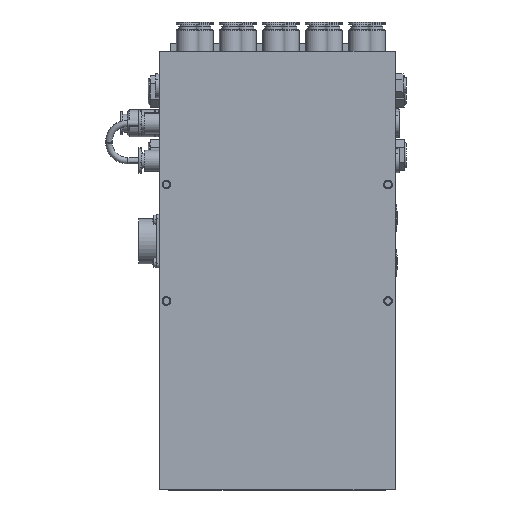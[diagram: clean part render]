
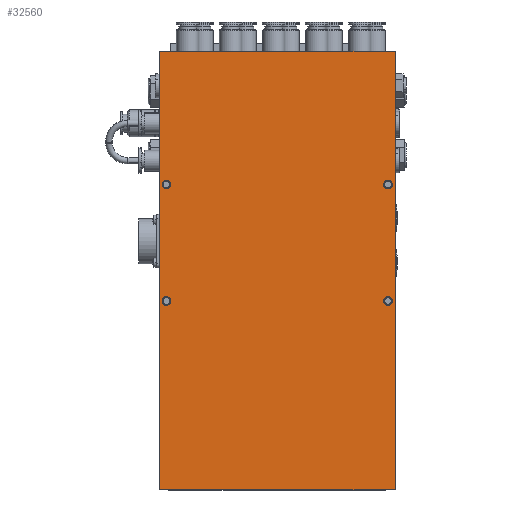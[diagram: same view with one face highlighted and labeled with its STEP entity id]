
A CAD part, top view. The second image highlights one B-rep face of the part: STEP entity #32560.
In plain terms, the highlighted planar face has unit normal (0, 0, 1).
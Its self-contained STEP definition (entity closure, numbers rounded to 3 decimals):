
#1316 = VERTEX_POINT ( 'NONE', #74132 ) ;
#1512 = FACE_OUTER_BOUND ( 'NONE', #7765, .T. ) ;
#1815 = CIRCLE ( 'NONE', #76428, 2.75 ) ;
#2471 = CARTESIAN_POINT ( 'NONE',  ( 69.5, 54., 49. ) ) ;
#2497 = CARTESIAN_POINT ( 'NONE',  ( -74., -137.5, 49. ) ) ;
#3308 = EDGE_LOOP ( 'NONE', ( #54256, #82527 ) ) ;
#3974 = FACE_BOUND ( 'NONE', #3308, .T. ) ;
#6702 = VERTEX_POINT ( 'NONE', #20900 ) ;
#7477 = ORIENTED_EDGE ( 'NONE', *, *, #70677, .F. ) ;
#7765 = EDGE_LOOP ( 'NONE', ( #73554, #101219, #86066, #73633 ) ) ;
#9669 = CARTESIAN_POINT ( 'NONE',  ( -69.5, 54., 49. ) ) ;
#10441 = EDGE_CURVE ( 'NONE', #73750, #85548, #18432, .T. ) ;
#10517 = DIRECTION ( 'NONE',  ( 1., 0., 0. ) ) ;
#10702 = CARTESIAN_POINT ( 'NONE',  ( 66.75, 54., 49. ) ) ;
#10903 = EDGE_LOOP ( 'NONE', ( #79694, #7477 ) ) ;
#11245 = CARTESIAN_POINT ( 'NONE',  ( 69.5, -19., 49. ) ) ;
#15869 = DIRECTION ( 'NONE',  ( 0., -1., 0. ) ) ;
#17652 = DIRECTION ( 'NONE',  ( 1., 0., 0. ) ) ;
#17663 = CARTESIAN_POINT ( 'NONE',  ( -74., 137.5, 49. ) ) ;
#17946 = CARTESIAN_POINT ( 'NONE',  ( -69.5, 54., 49. ) ) ;
#18432 = LINE ( 'NONE', #49149, #100487 ) ;
#19244 = DIRECTION ( 'NONE',  ( 1., 0., 0. ) ) ;
#20491 = EDGE_CURVE ( 'NONE', #40294, #73750, #97818, .T. ) ;
#20900 = CARTESIAN_POINT ( 'NONE',  ( 66.75, -19., 49. ) ) ;
#21587 = DIRECTION ( 'NONE',  ( -1., 0., 0. ) ) ;
#22174 = VECTOR ( 'NONE', #15869, 1000. ) ;
#22212 = EDGE_LOOP ( 'NONE', ( #93598, #54073 ) ) ;
#22395 = CARTESIAN_POINT ( 'NONE',  ( 72.25, 54., 49. ) ) ;
#22707 = FACE_BOUND ( 'NONE', #53151, .T. ) ;
#22812 = EDGE_CURVE ( 'NONE', #1316, #100217, #54487, .T. ) ;
#22869 = PLANE ( 'NONE',  #100628 ) ;
#23556 = AXIS2_PLACEMENT_3D ( 'NONE', #91404, #43727, #99343 ) ;
#24770 = CARTESIAN_POINT ( 'NONE',  ( 69.5, 54., 49. ) ) ;
#25153 = DIRECTION ( 'NONE',  ( 0., 0., -1. ) ) ;
#25936 = DIRECTION ( 'NONE',  ( 1., 0., 0. ) ) ;
#27295 = ORIENTED_EDGE ( 'NONE', *, *, #81075, .T. ) ;
#28031 = ORIENTED_EDGE ( 'NONE', *, *, #22812, .T. ) ;
#28770 = CIRCLE ( 'NONE', #88788, 2.75 ) ;
#30587 = VERTEX_POINT ( 'NONE', #82205 ) ;
#30830 = DIRECTION ( 'NONE',  ( 0., 0., 1. ) ) ;
#32560 = ADVANCED_FACE ( 'NONE', ( #22707, #3974, #64875, #1512, #83571 ), #22869, .T. ) ;
#32745 = DIRECTION ( 'NONE',  ( 1., 0., 0. ) ) ;
#33120 = EDGE_CURVE ( 'NONE', #85548, #53999, #53623, .T. ) ;
#34677 = CIRCLE ( 'NONE', #78417, 2.75 ) ;
#39032 = AXIS2_PLACEMENT_3D ( 'NONE', #24770, #80313, #32745 ) ;
#40294 = VERTEX_POINT ( 'NONE', #61067 ) ;
#41164 = DIRECTION ( 'NONE',  ( 0., 1., 0. ) ) ;
#41659 = CARTESIAN_POINT ( 'NONE',  ( -72.25, 54., 49. ) ) ;
#43727 = DIRECTION ( 'NONE',  ( 0., 0., -1. ) ) ;
#45419 = EDGE_CURVE ( 'NONE', #59299, #30587, #87369, .T. ) ;
#45744 = LINE ( 'NONE', #55489, #22174 ) ;
#46845 = CARTESIAN_POINT ( 'NONE',  ( 69.5, -19., 49. ) ) ;
#48633 = VECTOR ( 'NONE', #21587, 1000. ) ;
#49141 = EDGE_CURVE ( 'NONE', #53999, #40294, #45744, .T. ) ;
#49149 = CARTESIAN_POINT ( 'NONE',  ( 74., 137.5, 49. ) ) ;
#53151 = EDGE_LOOP ( 'NONE', ( #28031, #27295 ) ) ;
#53623 = LINE ( 'NONE', #100797, #48633 ) ;
#53999 = VERTEX_POINT ( 'NONE', #17663 ) ;
#54073 = ORIENTED_EDGE ( 'NONE', *, *, #65048, .T. ) ;
#54256 = ORIENTED_EDGE ( 'NONE', *, *, #94441, .F. ) ;
#54487 = CIRCLE ( 'NONE', #97211, 2.75 ) ;
#54841 = DIRECTION ( 'NONE',  ( 1., 0., 0. ) ) ;
#55489 = CARTESIAN_POINT ( 'NONE',  ( -74., 137.5, 49. ) ) ;
#56008 = VERTEX_POINT ( 'NONE', #22395 ) ;
#57085 = DIRECTION ( 'NONE',  ( 1., 0., 0. ) ) ;
#57144 = CIRCLE ( 'NONE', #23556, 2.75 ) ;
#58089 = DIRECTION ( 'NONE',  ( 0., 0., 1. ) ) ;
#58138 = AXIS2_PLACEMENT_3D ( 'NONE', #2471, #58089, #10517 ) ;
#59299 = VERTEX_POINT ( 'NONE', #41659 ) ;
#60127 = AXIS2_PLACEMENT_3D ( 'NONE', #17946, #73464, #25936 ) ;
#61067 = CARTESIAN_POINT ( 'NONE',  ( -74., -137.5, 49. ) ) ;
#64317 = VERTEX_POINT ( 'NONE', #10702 ) ;
#64875 = FACE_BOUND ( 'NONE', #10903, .T. ) ;
#65048 = EDGE_CURVE ( 'NONE', #30587, #59299, #1815, .T. ) ;
#65219 = DIRECTION ( 'NONE',  ( 0., 0., -1. ) ) ;
#66791 = DIRECTION ( 'NONE',  ( 0., 0., 1. ) ) ;
#69509 = CARTESIAN_POINT ( 'NONE',  ( 74., 137.5, 49. ) ) ;
#70677 = EDGE_CURVE ( 'NONE', #72984, #6702, #28770, .T. ) ;
#72984 = VERTEX_POINT ( 'NONE', #87346 ) ;
#73464 = DIRECTION ( 'NONE',  ( 0., 0., -1. ) ) ;
#73554 = ORIENTED_EDGE ( 'NONE', *, *, #49141, .T. ) ;
#73633 = ORIENTED_EDGE ( 'NONE', *, *, #33120, .T. ) ;
#73750 = VERTEX_POINT ( 'NONE', #91686 ) ;
#74132 = CARTESIAN_POINT ( 'NONE',  ( -72.25, -19., 49. ) ) ;
#76428 = AXIS2_PLACEMENT_3D ( 'NONE', #9669, #65219, #17652 ) ;
#78240 = CARTESIAN_POINT ( 'NONE',  ( -66.75, -19., 49. ) ) ;
#78417 = AXIS2_PLACEMENT_3D ( 'NONE', #11245, #66791, #19244 ) ;
#79694 = ORIENTED_EDGE ( 'NONE', *, *, #98313, .F. ) ;
#80313 = DIRECTION ( 'NONE',  ( 0., 0., 1. ) ) ;
#81075 = EDGE_CURVE ( 'NONE', #100217, #1316, #57144, .T. ) ;
#81275 = CIRCLE ( 'NONE', #39032, 2.75 ) ;
#82205 = CARTESIAN_POINT ( 'NONE',  ( -66.75, 54., 49. ) ) ;
#82527 = ORIENTED_EDGE ( 'NONE', *, *, #85035, .F. ) ;
#83571 = FACE_BOUND ( 'NONE', #22212, .T. ) ;
#84721 = CIRCLE ( 'NONE', #58138, 2.75 ) ;
#85035 = EDGE_CURVE ( 'NONE', #56008, #64317, #81275, .T. ) ;
#85548 = VERTEX_POINT ( 'NONE', #69509 ) ;
#86066 = ORIENTED_EDGE ( 'NONE', *, *, #10441, .T. ) ;
#86433 = DIRECTION ( 'NONE',  ( 1., 0., 0. ) ) ;
#87346 = CARTESIAN_POINT ( 'NONE',  ( 72.25, -19., 49. ) ) ;
#87369 = CIRCLE ( 'NONE', #60127, 2.75 ) ;
#88788 = AXIS2_PLACEMENT_3D ( 'NONE', #46845, #102441, #54841 ) ;
#91404 = CARTESIAN_POINT ( 'NONE',  ( -69.5, -19., 49. ) ) ;
#91686 = CARTESIAN_POINT ( 'NONE',  ( 74., -137.5, 49. ) ) ;
#93598 = ORIENTED_EDGE ( 'NONE', *, *, #45419, .T. ) ;
#94079 = CARTESIAN_POINT ( 'NONE',  ( -74., -137.5, 49. ) ) ;
#94441 = EDGE_CURVE ( 'NONE', #64317, #56008, #84721, .T. ) ;
#97211 = AXIS2_PLACEMENT_3D ( 'NONE', #99680, #25153, #57085 ) ;
#97742 = DIRECTION ( 'NONE',  ( 1., 0., 0. ) ) ;
#97818 = LINE ( 'NONE', #2497, #100337 ) ;
#98313 = EDGE_CURVE ( 'NONE', #6702, #72984, #34677, .T. ) ;
#99343 = DIRECTION ( 'NONE',  ( 1., 0., 0. ) ) ;
#99680 = CARTESIAN_POINT ( 'NONE',  ( -69.5, -19., 49. ) ) ;
#100217 = VERTEX_POINT ( 'NONE', #78240 ) ;
#100337 = VECTOR ( 'NONE', #97742, 1000. ) ;
#100487 = VECTOR ( 'NONE', #41164, 1000. ) ;
#100628 = AXIS2_PLACEMENT_3D ( 'NONE', #94079, #30830, #86433 ) ;
#100797 = CARTESIAN_POINT ( 'NONE',  ( -74., 137.5, 49. ) ) ;
#101219 = ORIENTED_EDGE ( 'NONE', *, *, #20491, .T. ) ;
#102441 = DIRECTION ( 'NONE',  ( 0., 0., 1. ) ) ;
